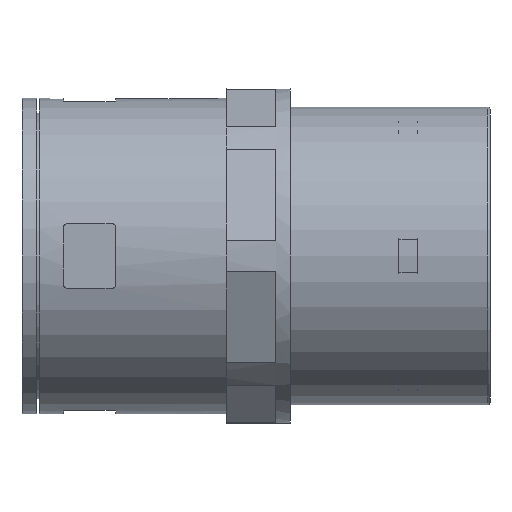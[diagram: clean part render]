
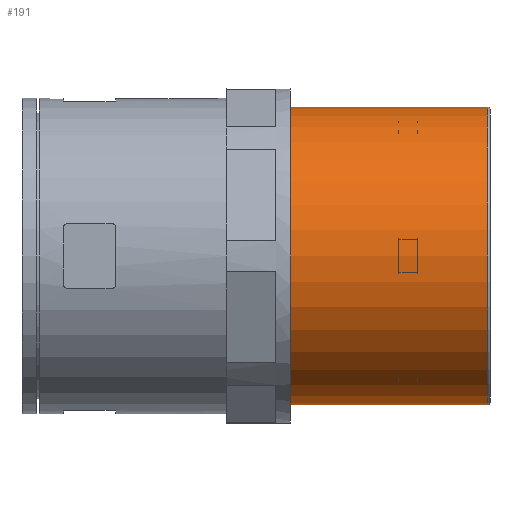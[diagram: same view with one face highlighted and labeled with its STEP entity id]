
A CAD part, front view. The second image highlights one B-rep face of the part: STEP entity #191.
In plain terms, the highlighted cylindrical face has radius 30.24 mm (diameter 60.48 mm), a full revolution.
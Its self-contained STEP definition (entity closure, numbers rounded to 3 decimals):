
#191 = ADVANCED_FACE( '', ( #339, #340 ), #341, .T. );
#339 = FACE_OUTER_BOUND( '', #592, .T. );
#340 = FACE_OUTER_BOUND( '', #593, .T. );
#341 = CYLINDRICAL_SURFACE( '', #594, 30.24 );
#592 = EDGE_LOOP( '', ( #946 ) );
#593 = EDGE_LOOP( '', ( #947 ) );
#594 = AXIS2_PLACEMENT_3D( '', #948, #949, #950 );
#946 = ORIENTED_EDGE( '', *, *, #1583, .F. );
#947 = ORIENTED_EDGE( '', *, *, #1625, .T. );
#948 = CARTESIAN_POINT( '', ( 47.5, 0., 0. ) );
#949 = DIRECTION( '', ( -1., 0., 0. ) );
#950 = DIRECTION( '', ( 0., 0., -1. ) );
#1583 = EDGE_CURVE( '', #1838, #1838, #1839, .T. );
#1625 = EDGE_CURVE( '', #1914, #1914, #1915, .T. );
#1838 = VERTEX_POINT( '', #2247 );
#1839 = CIRCLE( '', #2248, 30.24 );
#1914 = VERTEX_POINT( '', #2347 );
#1915 = CIRCLE( '', #2348, 30.24 );
#2247 = CARTESIAN_POINT( '', ( -7., 0., -30.24 ) );
#2248 = AXIS2_PLACEMENT_3D( '', #2864, #2865, #2866 );
#2347 = CARTESIAN_POINT( '', ( -47., 0., -30.24 ) );
#2348 = AXIS2_PLACEMENT_3D( '', #2942, #2943, #2944 );
#2864 = CARTESIAN_POINT( '', ( -7., 0., 0. ) );
#2865 = DIRECTION( '', ( 1., 0., 0. ) );
#2866 = DIRECTION( '', ( 0., 0., -1. ) );
#2942 = CARTESIAN_POINT( '', ( -47., 0., 0. ) );
#2943 = DIRECTION( '', ( 1., 0., 0. ) );
#2944 = DIRECTION( '', ( 0., 0., -1. ) );
